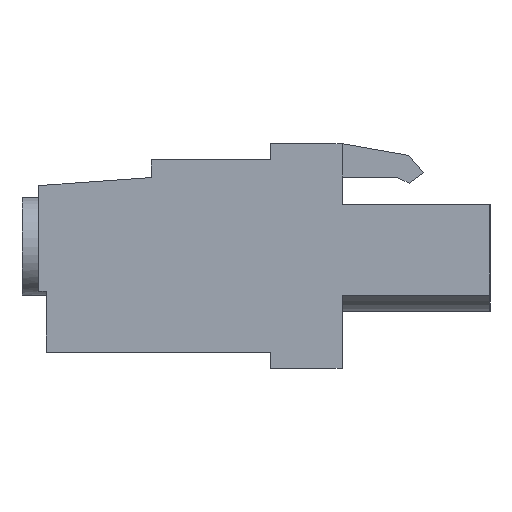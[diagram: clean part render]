
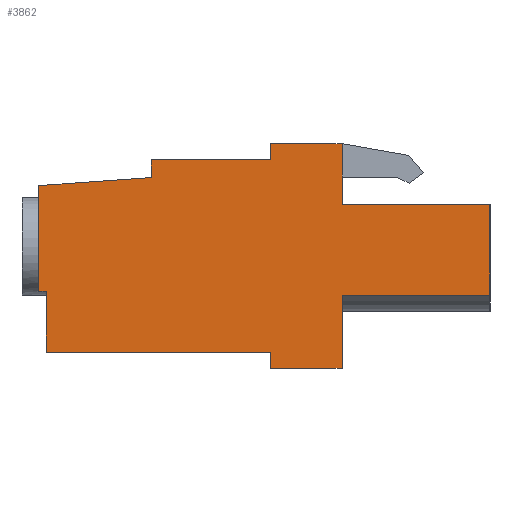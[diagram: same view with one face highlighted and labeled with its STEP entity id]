
A CAD part, left-side view. The second image highlights one B-rep face of the part: STEP entity #3862.
In plain terms, the highlighted planar face has unit normal (-1, 0, 0).
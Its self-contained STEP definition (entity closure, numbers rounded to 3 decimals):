
#127 = DIRECTION ( 'NONE',  ( 0., 0., -1. ) ) ;
#178 = VERTEX_POINT ( 'NONE', #9139 ) ;
#215 = LINE ( 'NONE', #4391, #10303 ) ;
#381 = EDGE_CURVE ( 'NONE', #178, #7084, #9336, .T. ) ;
#428 = DIRECTION ( 'NONE',  ( 0., 0., 1. ) ) ;
#510 = DIRECTION ( 'NONE',  ( 0., 0., -1. ) ) ;
#561 = DIRECTION ( 'NONE',  ( 0., 0., -1. ) ) ;
#577 = VECTOR ( 'NONE', #3724, 1000. ) ;
#627 = CARTESIAN_POINT ( 'NONE',  ( 0., 25.3, -4.88 ) ) ;
#671 = VERTEX_POINT ( 'NONE', #2544 ) ;
#740 = CARTESIAN_POINT ( 'NONE',  ( 0., 12.3, -9.2 ) ) ;
#775 = VECTOR ( 'NONE', #7165, 1000. ) ;
#793 = ORIENTED_EDGE ( 'NONE', *, *, #2788, .F. ) ;
#898 = CARTESIAN_POINT ( 'NONE',  ( 0., 12.3, -9.2 ) ) ;
#1005 = CARTESIAN_POINT ( 'NONE',  ( 0., 0., 0. ) ) ;
#1278 = CARTESIAN_POINT ( 'NONE',  ( 0., 12.3, 2.5 ) ) ;
#1384 = LINE ( 'NONE', #2405, #3977 ) ;
#1524 = VECTOR ( 'NONE', #11115, 1000. ) ;
#1709 = EDGE_CURVE ( 'NONE', #11981, #7436, #7575, .T. ) ;
#1722 = ORIENTED_EDGE ( 'NONE', *, *, #3476, .F. ) ;
#1798 = ORIENTED_EDGE ( 'NONE', *, *, #6364, .F. ) ;
#1869 = CARTESIAN_POINT ( 'NONE',  ( 0., 12.3, -8.3 ) ) ;
#1914 = CARTESIAN_POINT ( 'NONE',  ( 0., 8.3, -5.1 ) ) ;
#1926 = EDGE_LOOP ( 'NONE', ( #7875, #2988, #1798, #12385, #10142, #8462, #3578, #793, #6437, #7532, #1722, #2337, #10271, #9216, #8288, #8909, #3708 ) ) ;
#2007 = DIRECTION ( 'NONE',  ( 0., 1., 0. ) ) ;
#2198 = VECTOR ( 'NONE', #3623, 1000. ) ;
#2323 = CARTESIAN_POINT ( 'NONE',  ( 0., 8.3, -9.2 ) ) ;
#2337 = ORIENTED_EDGE ( 'NONE', *, *, #3123, .F. ) ;
#2352 = AXIS2_PLACEMENT_3D ( 'NONE', #1005, #9804, #3944 ) ;
#2369 = VECTOR ( 'NONE', #127, 1000. ) ;
#2405 = CARTESIAN_POINT ( 'NONE',  ( 0., 24.9, -8.3 ) ) ;
#2443 = CARTESIAN_POINT ( 'NONE',  ( 0., 12.3, 2.5 ) ) ;
#2505 = LINE ( 'NONE', #6391, #9993 ) ;
#2536 = VERTEX_POINT ( 'NONE', #7930 ) ;
#2544 = CARTESIAN_POINT ( 'NONE',  ( 0., 25.3, 1.05 ) ) ;
#2547 = EDGE_CURVE ( 'NONE', #4913, #4603, #3282, .T. ) ;
#2705 = VERTEX_POINT ( 'NONE', #2323 ) ;
#2788 = EDGE_CURVE ( 'NONE', #4946, #2705, #215, .T. ) ;
#2804 = EDGE_CURVE ( 'NONE', #5353, #4344, #2505, .T. ) ;
#2894 = CARTESIAN_POINT ( 'NONE',  ( 0., 19., 2.5 ) ) ;
#2895 = LINE ( 'NONE', #10552, #577 ) ;
#2988 = ORIENTED_EDGE ( 'NONE', *, *, #2804, .F. ) ;
#3087 = CARTESIAN_POINT ( 'NONE',  ( 0., 8.3, 3.4 ) ) ;
#3123 = EDGE_CURVE ( 'NONE', #7084, #9820, #6294, .T. ) ;
#3208 = EDGE_CURVE ( 'NONE', #2536, #5619, #5088, .T. ) ;
#3237 = LINE ( 'NONE', #7194, #8758 ) ;
#3282 = LINE ( 'NONE', #4022, #5569 ) ;
#3401 = DIRECTION ( 'NONE',  ( 0., 0., 1. ) ) ;
#3470 = CARTESIAN_POINT ( 'NONE',  ( 0., 24.9, -4.88 ) ) ;
#3476 = EDGE_CURVE ( 'NONE', #9820, #11981, #12067, .T. ) ;
#3578 = ORIENTED_EDGE ( 'NONE', *, *, #12503, .F. ) ;
#3623 = DIRECTION ( 'NONE',  ( 0., 0., 1. ) ) ;
#3672 = EDGE_CURVE ( 'NONE', #4344, #671, #12150, .T. ) ;
#3708 = ORIENTED_EDGE ( 'NONE', *, *, #10731, .F. ) ;
#3724 = DIRECTION ( 'NONE',  ( 0., 1., 0. ) ) ;
#3862 = ADVANCED_FACE ( 'NONE', ( #12312 ), #10737, .F. ) ;
#3944 = DIRECTION ( 'NONE',  ( 0., 0., -1. ) ) ;
#3977 = VECTOR ( 'NONE', #428, 1000. ) ;
#4004 = VECTOR ( 'NONE', #5620, 1000. ) ;
#4014 = LINE ( 'NONE', #8826, #11177 ) ;
#4022 = CARTESIAN_POINT ( 'NONE',  ( 0., 12.3, -8.3 ) ) ;
#4344 = VERTEX_POINT ( 'NONE', #8495 ) ;
#4391 = CARTESIAN_POINT ( 'NONE',  ( 0., 8.3, -5.1 ) ) ;
#4603 = VERTEX_POINT ( 'NONE', #6065 ) ;
#4781 = CARTESIAN_POINT ( 'NONE',  ( 0., 24.9, -4.88 ) ) ;
#4912 = CARTESIAN_POINT ( 'NONE',  ( 0., 25.3, -4.88 ) ) ;
#4913 = VERTEX_POINT ( 'NONE', #1869 ) ;
#4946 = VERTEX_POINT ( 'NONE', #1914 ) ;
#5008 = DIRECTION ( 'NONE',  ( 0., 1., 0. ) ) ;
#5088 = LINE ( 'NONE', #11412, #2198 ) ;
#5353 = VERTEX_POINT ( 'NONE', #627 ) ;
#5354 = LINE ( 'NONE', #11995, #775 ) ;
#5569 = VECTOR ( 'NONE', #5008, 1000. ) ;
#5619 = VERTEX_POINT ( 'NONE', #2894 ) ;
#5620 = DIRECTION ( 'NONE',  ( 0., -1., 0. ) ) ;
#5777 = CARTESIAN_POINT ( 'NONE',  ( 0., 0., 0. ) ) ;
#5959 = CARTESIAN_POINT ( 'NONE',  ( 0., 0., 0. ) ) ;
#6008 = VECTOR ( 'NONE', #561, 1000. ) ;
#6065 = CARTESIAN_POINT ( 'NONE',  ( 0., 24.9, -8.3 ) ) ;
#6294 = LINE ( 'NONE', #10322, #6008 ) ;
#6364 = EDGE_CURVE ( 'NONE', #7727, #5353, #9860, .T. ) ;
#6391 = CARTESIAN_POINT ( 'NONE',  ( 0., 25.3, -4.88 ) ) ;
#6437 = ORIENTED_EDGE ( 'NONE', *, *, #12622, .F. ) ;
#6767 = LINE ( 'NONE', #740, #11928 ) ;
#6939 = VERTEX_POINT ( 'NONE', #898 ) ;
#6944 = CARTESIAN_POINT ( 'NONE',  ( 0., 8.3, 0. ) ) ;
#7084 = VERTEX_POINT ( 'NONE', #3087 ) ;
#7165 = DIRECTION ( 'NONE',  ( 0., -1., 0. ) ) ;
#7194 = CARTESIAN_POINT ( 'NONE',  ( 0., 25.3, 1.05 ) ) ;
#7309 = VECTOR ( 'NONE', #11726, 1000. ) ;
#7310 = DIRECTION ( 'NONE',  ( 0., 0., 1. ) ) ;
#7436 = VERTEX_POINT ( 'NONE', #9255 ) ;
#7532 = ORIENTED_EDGE ( 'NONE', *, *, #1709, .F. ) ;
#7575 = LINE ( 'NONE', #5959, #2369 ) ;
#7727 = VERTEX_POINT ( 'NONE', #4781 ) ;
#7875 = ORIENTED_EDGE ( 'NONE', *, *, #3672, .F. ) ;
#7930 = CARTESIAN_POINT ( 'NONE',  ( 0., 19., 1.5 ) ) ;
#7948 = LINE ( 'NONE', #2443, #10230 ) ;
#8193 = DIRECTION ( 'NONE',  ( 0., -0.997, 0.071 ) ) ;
#8288 = ORIENTED_EDGE ( 'NONE', *, *, #8513, .F. ) ;
#8345 = DIRECTION ( 'NONE',  ( 0., 0., 1. ) ) ;
#8462 = ORIENTED_EDGE ( 'NONE', *, *, #10212, .F. ) ;
#8495 = CARTESIAN_POINT ( 'NONE',  ( 0., 25.3, -2.38 ) ) ;
#8504 = VERTEX_POINT ( 'NONE', #1278 ) ;
#8513 = EDGE_CURVE ( 'NONE', #5619, #8504, #5354, .T. ) ;
#8758 = VECTOR ( 'NONE', #8193, 1000. ) ;
#8826 = CARTESIAN_POINT ( 'NONE',  ( 0., 0., -5.1 ) ) ;
#8909 = ORIENTED_EDGE ( 'NONE', *, *, #3208, .F. ) ;
#9139 = CARTESIAN_POINT ( 'NONE',  ( 0., 12.3, 3.4 ) ) ;
#9216 = ORIENTED_EDGE ( 'NONE', *, *, #12323, .F. ) ;
#9255 = CARTESIAN_POINT ( 'NONE',  ( 0., 0., -5.1 ) ) ;
#9336 = LINE ( 'NONE', #11154, #1524 ) ;
#9476 = CARTESIAN_POINT ( 'NONE',  ( 0., 8.3, 0. ) ) ;
#9567 = VECTOR ( 'NONE', #11271, 1000. ) ;
#9804 = DIRECTION ( 'NONE',  ( 1., 0., 0. ) ) ;
#9820 = VERTEX_POINT ( 'NONE', #6944 ) ;
#9860 = LINE ( 'NONE', #3470, #9567 ) ;
#9993 = VECTOR ( 'NONE', #8345, 1000. ) ;
#10142 = ORIENTED_EDGE ( 'NONE', *, *, #2547, .F. ) ;
#10212 = EDGE_CURVE ( 'NONE', #6939, #4913, #6767, .T. ) ;
#10230 = VECTOR ( 'NONE', #7310, 1000. ) ;
#10271 = ORIENTED_EDGE ( 'NONE', *, *, #381, .F. ) ;
#10303 = VECTOR ( 'NONE', #510, 1000. ) ;
#10322 = CARTESIAN_POINT ( 'NONE',  ( 0., 8.3, 1.53 ) ) ;
#10552 = CARTESIAN_POINT ( 'NONE',  ( 0., 8.3, -9.2 ) ) ;
#10731 = EDGE_CURVE ( 'NONE', #671, #2536, #3237, .T. ) ;
#10737 = PLANE ( 'NONE',  #2352 ) ;
#11115 = DIRECTION ( 'NONE',  ( 0., -1., 0. ) ) ;
#11154 = CARTESIAN_POINT ( 'NONE',  ( 0., 12.3, 3.4 ) ) ;
#11177 = VECTOR ( 'NONE', #2007, 1000. ) ;
#11271 = DIRECTION ( 'NONE',  ( 0., 1., 0. ) ) ;
#11315 = EDGE_CURVE ( 'NONE', #4603, #7727, #1384, .T. ) ;
#11412 = CARTESIAN_POINT ( 'NONE',  ( 0., 19., 1.5 ) ) ;
#11726 = DIRECTION ( 'NONE',  ( 0., 0., 1. ) ) ;
#11928 = VECTOR ( 'NONE', #3401, 1000. ) ;
#11981 = VERTEX_POINT ( 'NONE', #5777 ) ;
#11995 = CARTESIAN_POINT ( 'NONE',  ( 0., 19., 2.5 ) ) ;
#12067 = LINE ( 'NONE', #9476, #4004 ) ;
#12150 = LINE ( 'NONE', #4912, #7309 ) ;
#12312 = FACE_OUTER_BOUND ( 'NONE', #1926, .T. ) ;
#12323 = EDGE_CURVE ( 'NONE', #8504, #178, #7948, .T. ) ;
#12385 = ORIENTED_EDGE ( 'NONE', *, *, #11315, .F. ) ;
#12503 = EDGE_CURVE ( 'NONE', #2705, #6939, #2895, .T. ) ;
#12622 = EDGE_CURVE ( 'NONE', #7436, #4946, #4014, .T. ) ;
